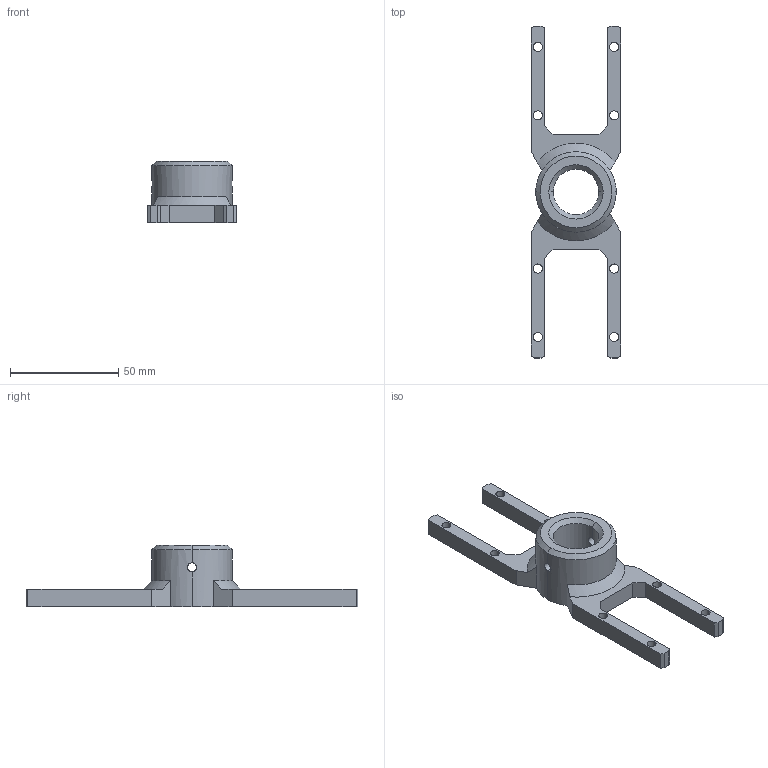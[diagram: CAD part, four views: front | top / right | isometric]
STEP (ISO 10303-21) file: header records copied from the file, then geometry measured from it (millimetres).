
FILE_DESCRIPTION (( 'STEP AP214' ), '1' );
FILE_NAME ('Drive Dog Face.STEP', '2024-12-29T13:16:41', ( '' ), ( '' ), 'SwSTEP 2.0', 'SolidWorks 2020', '' );
FILE_SCHEMA (( 'AUTOMOTIVE_DESIGN' ));
Length unit declared in the file: millimetre
Products named in the file (1): Drive Dog Face
Bounding box: 41.2 x 153 x 28.2 mm (x, y, z)
Volume: 36596.5 mm3; surface area: 14939.3 mm2
Topology: 1 solids, 1 shells, 66 faces, 190 edges, 122 vertices
Faces by surface type: plane 34, cylinder 24, cone 8
Entity records: 2440 total; most frequent: CARTESIAN_POINT 611, ORIENTED_EDGE 380, DIRECTION 364, EDGE_CURVE 190, VECTOR 126, LINE 126, VERTEX_POINT 122, AXIS2_PLACEMENT_3D 119
